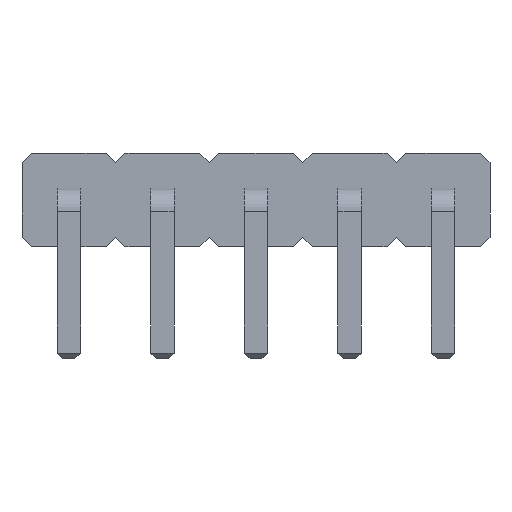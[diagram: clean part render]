
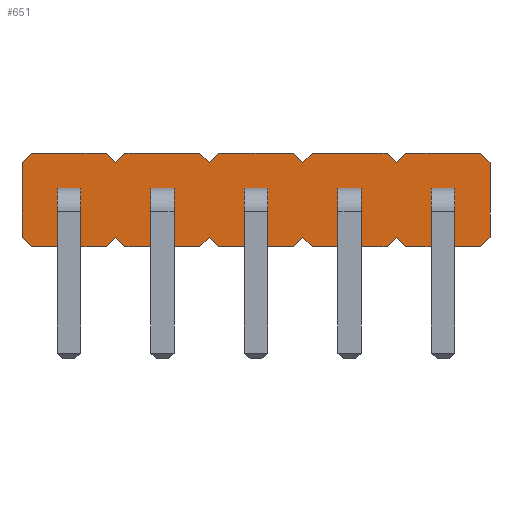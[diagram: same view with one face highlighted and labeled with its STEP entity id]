
A CAD part, left-side view. The second image highlights one B-rep face of the part: STEP entity #651.
In plain terms, the highlighted planar face has unit normal (-1, 0, 0).
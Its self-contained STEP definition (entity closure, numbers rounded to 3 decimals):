
#13=DIRECTION('',(0.,0.,1.));
#22=VERTEX_POINT('',#23);
#23=CARTESIAN_POINT('',(1.5,1.,0.2));
#34=VECTOR('',#35,1.);
#35=DIRECTION('',(0.,-0.707,-0.707));
#38=VERTEX_POINT('',#39);
#39=CARTESIAN_POINT('',(1.5,0.8,0.));
#42=EDGE_CURVE('',#22,#38,#43,.T.);
#43=LINE('',#23,#34);
#46=DIRECTION('',(0.,0.707,-0.707));
#56=VECTOR('',#57,1.);
#57=DIRECTION('',(0.,-1.,0.));
#60=VERTEX_POINT('',#61);
#61=CARTESIAN_POINT('',(1.5,-0.8,0.));
#64=EDGE_CURVE('',#38,#60,#65,.T.);
#65=LINE('',#39,#56);
#78=VECTOR('',#79,1.);
#79=DIRECTION('',(0.,-0.707,0.707));
#82=VERTEX_POINT('',#83);
#83=CARTESIAN_POINT('',(1.5,-1.,0.2));
#86=EDGE_CURVE('',#60,#82,#87,.T.);
#87=LINE('',#61,#78);
#102=VERTEX_POINT('',#103);
#103=CARTESIAN_POINT('',(1.5,-1.2,0.));
#106=EDGE_CURVE('',#82,#102,#107,.T.);
#107=LINE('',#83,#34);
#121=VERTEX_POINT('',#122);
#122=CARTESIAN_POINT('',(1.5,-2.8,0.));
#125=EDGE_CURVE('',#102,#121,#126,.T.);
#126=LINE('',#103,#56);
#140=VERTEX_POINT('',#141);
#141=CARTESIAN_POINT('',(1.5,-3.,0.2));
#144=EDGE_CURVE('',#121,#140,#145,.T.);
#145=LINE('',#122,#78);
#159=VERTEX_POINT('',#160);
#160=CARTESIAN_POINT('',(1.5,-3.2,0.));
#163=EDGE_CURVE('',#140,#159,#164,.T.);
#164=LINE('',#141,#34);
#179=VERTEX_POINT('',#180);
#180=CARTESIAN_POINT('',(1.5,-4.8,0.));
#183=EDGE_CURVE('',#159,#179,#184,.T.);
#184=LINE('',#185,#56);
#185=CARTESIAN_POINT('',(1.5,-3.2,0.));
#199=VERTEX_POINT('',#200);
#200=CARTESIAN_POINT('',(1.5,-5.,0.2));
#203=EDGE_CURVE('',#179,#199,#204,.T.);
#204=LINE('',#180,#78);
#218=VERTEX_POINT('',#219);
#219=CARTESIAN_POINT('',(1.5,-5.2,0.));
#222=EDGE_CURVE('',#199,#218,#223,.T.);
#223=LINE('',#200,#34);
#238=VERTEX_POINT('',#239);
#239=CARTESIAN_POINT('',(1.5,-6.8,0.));
#242=EDGE_CURVE('',#218,#238,#243,.T.);
#243=LINE('',#244,#56);
#244=CARTESIAN_POINT('',(1.5,-5.2,0.));
#258=VERTEX_POINT('',#259);
#259=CARTESIAN_POINT('',(1.5,-7.,0.2));
#262=EDGE_CURVE('',#238,#258,#263,.T.);
#263=LINE('',#239,#78);
#277=VERTEX_POINT('',#278);
#278=CARTESIAN_POINT('',(1.5,-7.2,0.));
#281=EDGE_CURVE('',#258,#277,#282,.T.);
#282=LINE('',#259,#34);
#297=VERTEX_POINT('',#298);
#298=CARTESIAN_POINT('',(1.5,-8.8,0.));
#301=EDGE_CURVE('',#277,#297,#302,.T.);
#302=LINE('',#303,#56);
#303=CARTESIAN_POINT('',(1.5,-7.2,0.));
#317=VERTEX_POINT('',#318);
#318=CARTESIAN_POINT('',(1.5,-9.,0.2));
#321=EDGE_CURVE('',#297,#317,#322,.T.);
#322=LINE('',#298,#78);
#334=VECTOR('',#13,1.);
#337=VERTEX_POINT('',#338);
#338=CARTESIAN_POINT('',(1.5,-9.,1.8));
#341=EDGE_CURVE('',#317,#337,#342,.T.);
#342=LINE('',#318,#334);
#354=VECTOR('',#355,1.);
#355=DIRECTION('',(0.,0.707,0.707));
#358=VERTEX_POINT('',#359);
#359=CARTESIAN_POINT('',(1.5,-8.8,2.));
#362=EDGE_CURVE('',#337,#358,#363,.T.);
#363=LINE('',#338,#354);
#375=VECTOR('',#376,1.);
#376=DIRECTION('',(0.,1.,0.));
#379=VERTEX_POINT('',#380);
#380=CARTESIAN_POINT('',(1.5,-7.2,2.));
#383=EDGE_CURVE('',#358,#379,#384,.T.);
#384=LINE('',#359,#375);
#396=VECTOR('',#46,1.);
#399=VERTEX_POINT('',#400);
#400=CARTESIAN_POINT('',(1.5,-7.,1.8));
#403=EDGE_CURVE('',#379,#399,#404,.T.);
#404=LINE('',#380,#396);
#418=VERTEX_POINT('',#419);
#419=CARTESIAN_POINT('',(1.5,-6.8,2.));
#422=EDGE_CURVE('',#399,#418,#423,.T.);
#423=LINE('',#400,#354);
#437=VERTEX_POINT('',#438);
#438=CARTESIAN_POINT('',(1.5,-5.2,2.));
#441=EDGE_CURVE('',#418,#437,#442,.T.);
#442=LINE('',#419,#375);
#456=VERTEX_POINT('',#457);
#457=CARTESIAN_POINT('',(1.5,-5.,1.8));
#460=EDGE_CURVE('',#437,#456,#461,.T.);
#461=LINE('',#438,#396);
#475=VERTEX_POINT('',#476);
#476=CARTESIAN_POINT('',(1.5,-4.8,2.));
#479=EDGE_CURVE('',#456,#475,#480,.T.);
#480=LINE('',#457,#354);
#494=VERTEX_POINT('',#495);
#495=CARTESIAN_POINT('',(1.5,-3.2,2.));
#498=EDGE_CURVE('',#475,#494,#499,.T.);
#499=LINE('',#476,#375);
#513=VERTEX_POINT('',#514);
#514=CARTESIAN_POINT('',(1.5,-3.,1.8));
#517=EDGE_CURVE('',#494,#513,#518,.T.);
#518=LINE('',#495,#396);
#532=VERTEX_POINT('',#533);
#533=CARTESIAN_POINT('',(1.5,-2.8,2.));
#536=EDGE_CURVE('',#513,#532,#537,.T.);
#537=LINE('',#514,#354);
#551=VERTEX_POINT('',#552);
#552=CARTESIAN_POINT('',(1.5,-1.2,2.));
#555=EDGE_CURVE('',#532,#551,#556,.T.);
#556=LINE('',#533,#375);
#570=VERTEX_POINT('',#571);
#571=CARTESIAN_POINT('',(1.5,-1.,1.8));
#574=EDGE_CURVE('',#551,#570,#575,.T.);
#575=LINE('',#552,#396);
#589=VERTEX_POINT('',#590);
#590=CARTESIAN_POINT('',(1.5,-0.8,2.));
#593=EDGE_CURVE('',#570,#589,#594,.T.);
#594=LINE('',#571,#354);
#608=VERTEX_POINT('',#609);
#609=CARTESIAN_POINT('',(1.5,0.8,2.));
#612=EDGE_CURVE('',#589,#608,#613,.T.);
#613=LINE('',#590,#375);
#627=VERTEX_POINT('',#628);
#628=CARTESIAN_POINT('',(1.5,1.,1.8));
#631=EDGE_CURVE('',#608,#627,#632,.T.);
#632=LINE('',#609,#396);
#642=VECTOR('',#643,1.);
#643=DIRECTION('',(0.,0.,-1.));
#646=EDGE_CURVE('',#627,#22,#647,.T.);
#647=LINE('',#628,#642);
#651=ADVANCED_FACE('',(#652),#686,.T.);
#652=FACE_BOUND('',#653,.T.);
#653=EDGE_LOOP('',(#654,#655,#656,#657,#658,#659,#660,#661,#662,#663,#664,#665,#666,#667,#668,#669,#670,#671,#672,#673,#674,#675,#676,#677,#678,#679,#680,#681,#682,#683,#684,#685));
#654=ORIENTED_EDGE('',*,*,#42,.T.);
#655=ORIENTED_EDGE('',*,*,#64,.T.);
#656=ORIENTED_EDGE('',*,*,#86,.T.);
#657=ORIENTED_EDGE('',*,*,#106,.T.);
#658=ORIENTED_EDGE('',*,*,#125,.T.);
#659=ORIENTED_EDGE('',*,*,#144,.T.);
#660=ORIENTED_EDGE('',*,*,#163,.T.);
#661=ORIENTED_EDGE('',*,*,#183,.T.);
#662=ORIENTED_EDGE('',*,*,#203,.T.);
#663=ORIENTED_EDGE('',*,*,#222,.T.);
#664=ORIENTED_EDGE('',*,*,#242,.T.);
#665=ORIENTED_EDGE('',*,*,#262,.T.);
#666=ORIENTED_EDGE('',*,*,#281,.T.);
#667=ORIENTED_EDGE('',*,*,#301,.T.);
#668=ORIENTED_EDGE('',*,*,#321,.T.);
#669=ORIENTED_EDGE('',*,*,#341,.T.);
#670=ORIENTED_EDGE('',*,*,#362,.T.);
#671=ORIENTED_EDGE('',*,*,#383,.T.);
#672=ORIENTED_EDGE('',*,*,#403,.T.);
#673=ORIENTED_EDGE('',*,*,#422,.T.);
#674=ORIENTED_EDGE('',*,*,#441,.T.);
#675=ORIENTED_EDGE('',*,*,#460,.T.);
#676=ORIENTED_EDGE('',*,*,#479,.T.);
#677=ORIENTED_EDGE('',*,*,#498,.T.);
#678=ORIENTED_EDGE('',*,*,#517,.T.);
#679=ORIENTED_EDGE('',*,*,#536,.T.);
#680=ORIENTED_EDGE('',*,*,#555,.T.);
#681=ORIENTED_EDGE('',*,*,#574,.T.);
#682=ORIENTED_EDGE('',*,*,#593,.T.);
#683=ORIENTED_EDGE('',*,*,#612,.T.);
#684=ORIENTED_EDGE('',*,*,#631,.T.);
#685=ORIENTED_EDGE('',*,*,#646,.T.);
#686=PLANE('',#687);
#687=AXIS2_PLACEMENT_3D('',#688,#689,#690);
#688=CARTESIAN_POINT('',(1.5,-4.,1.));
#689=DIRECTION('',(-1.,-0.,-0.));
#690=DIRECTION('',(0.,0.,-1.));
